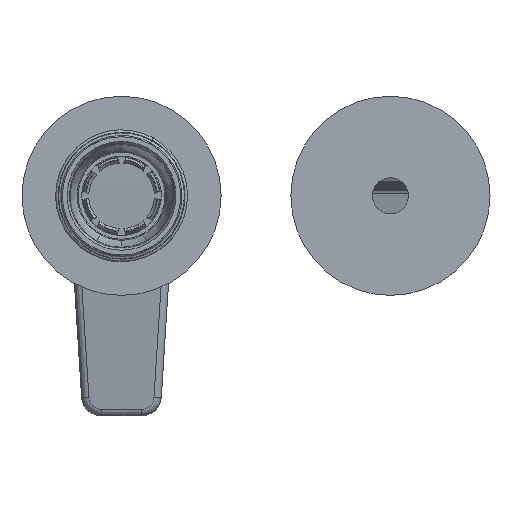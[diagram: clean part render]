
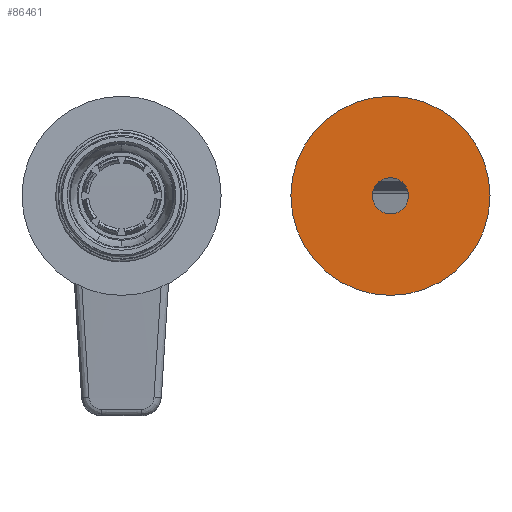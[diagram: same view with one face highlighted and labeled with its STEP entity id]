
A CAD part, front view. The second image highlights one B-rep face of the part: STEP entity #86461.
In plain terms, the highlighted planar face has unit normal (0, -1, 0).
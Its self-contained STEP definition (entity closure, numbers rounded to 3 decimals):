
#86343=CARTESIAN_POINT('Vertex',(148.,40.755,0.)) ;
#86348=CARTESIAN_POINT('Axis2P3D Location',(108.,40.755,0.)) ;
#86352=CARTESIAN_POINT('Vertex',(68.,40.755,0.)) ;
#86374=CARTESIAN_POINT('Axis2P3D Location',(108.,40.755,0.)) ;
#86409=CARTESIAN_POINT('Vertex',(115.25,40.755,0.)) ;
#86412=CARTESIAN_POINT('Axis2P3D Location',(108.,40.755,0.)) ;
#86416=CARTESIAN_POINT('Vertex',(100.75,40.755,0.)) ;
#86436=CARTESIAN_POINT('Axis2P3D Location',(108.,40.755,0.)) ;
#86448=CARTESIAN_POINT('Axis2P3D Location',(108.,40.755,0.)) ;
#86349=DIRECTION('Axis2P3D Direction',(-0.,1.,0.)) ;
#86375=DIRECTION('Axis2P3D Direction',(-0.,1.,0.)) ;
#86413=DIRECTION('Axis2P3D Direction',(-0.,1.,0.)) ;
#86437=DIRECTION('Axis2P3D Direction',(-0.,1.,0.)) ;
#86449=DIRECTION('Axis2P3D Direction',(-0.,1.,0.)) ;
#86450=DIRECTION('Axis2P3D XDirection',(1.,0.,0.)) ;
#86350=AXIS2_PLACEMENT_3D('Circle Axis2P3D',#86348,#86349,$) ;
#86376=AXIS2_PLACEMENT_3D('Circle Axis2P3D',#86374,#86375,$) ;
#86414=AXIS2_PLACEMENT_3D('Circle Axis2P3D',#86412,#86413,$) ;
#86438=AXIS2_PLACEMENT_3D('Circle Axis2P3D',#86436,#86437,$) ;
#86451=AXIS2_PLACEMENT_3D('Plane Axis2P3D',#86448,#86449,#86450) ;
#86351=CIRCLE('generated circle',#86350,40.) ;
#86377=CIRCLE('generated circle',#86376,40.) ;
#86415=CIRCLE('generated circle',#86414,7.25) ;
#86439=CIRCLE('generated circle',#86438,7.25) ;
#86452=PLANE('',#86451) ;
#86460=FACE_BOUND('',#86457,.T.) ;
#86354=EDGE_CURVE('',#86344,#86353,#86351,.T.) ;
#86378=EDGE_CURVE('',#86353,#86344,#86377,.T.) ;
#86418=EDGE_CURVE('',#86417,#86410,#86415,.T.) ;
#86440=EDGE_CURVE('',#86410,#86417,#86439,.T.) ;
#86454=ORIENTED_EDGE('',*,*,#86378,.F.) ;
#86455=ORIENTED_EDGE('',*,*,#86354,.F.) ;
#86458=ORIENTED_EDGE('',*,*,#86440,.T.) ;
#86459=ORIENTED_EDGE('',*,*,#86418,.T.) ;
#86453=EDGE_LOOP('',(#86454,#86455)) ;
#86457=EDGE_LOOP('',(#86458,#86459)) ;
#86344=VERTEX_POINT('',#86343) ;
#86353=VERTEX_POINT('',#86352) ;
#86410=VERTEX_POINT('',#86409) ;
#86417=VERTEX_POINT('',#86416) ;
#86461=ADVANCED_FACE('P46348.1\\PartBody',(#86456,#86460),#86452,.F.) ;
#86456=FACE_OUTER_BOUND('',#86453,.T.) ;
